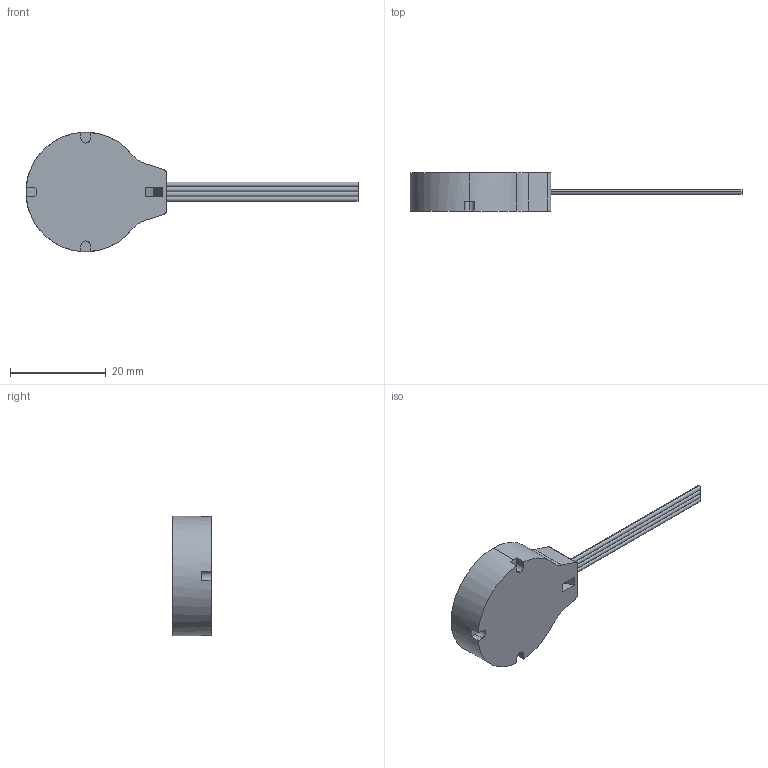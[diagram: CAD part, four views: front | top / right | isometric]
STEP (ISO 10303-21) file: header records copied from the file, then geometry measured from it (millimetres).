
FILE_DESCRIPTION (( 'STEP AP214' ), '1' );
FILE_NAME ('fx1901.STEP', '2015-07-17T11:11:58', ( 'Imran' ), ( '' ), 'SwSTEP 2.0', 'SolidWorks 2013', '' );
FILE_SCHEMA (( 'AUTOMOTIVE_DESIGN' ));
Length unit declared in the file: millimetre
Products named in the file (1): fx1901
Bounding box: 69.5 x 8 x 25 mm (x, y, z)
Volume: 4122.2 mm3; surface area: 2583.1 mm2
Topology: 1 solids, 1 shells, 80 faces, 190 edges, 124 vertices
Faces by surface type: cylinder 41, plane 29, torus 10
Entity records: 3274 total; most frequent: DIRECTION 462, CARTESIAN_POINT 395, ORIENTED_EDGE 380, AXIS2_PLACEMENT_3D 191, EDGE_CURVE 190, VERTEX_POINT 124, CIRCLE 110, EDGE_LOOP 92
